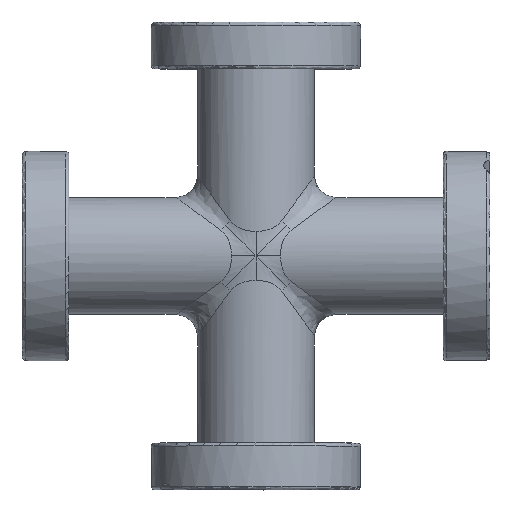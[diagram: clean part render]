
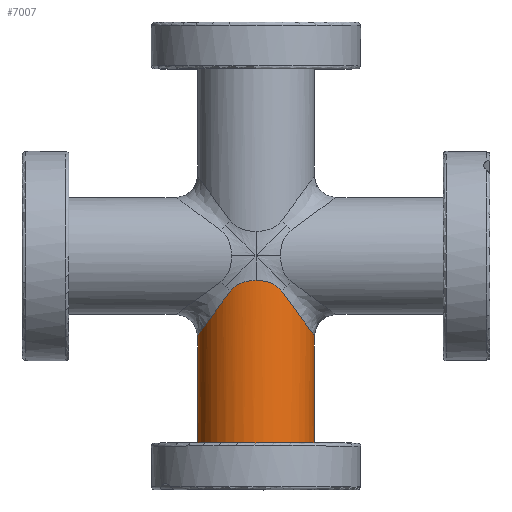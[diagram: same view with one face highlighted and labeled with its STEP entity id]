
A CAD part, top view. The second image highlights one B-rep face of the part: STEP entity #7007.
In plain terms, the highlighted cylindrical face has radius 9.5 mm (diameter 19 mm), a full revolution.
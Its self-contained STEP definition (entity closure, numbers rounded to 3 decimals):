
#611=CARTESIAN_POINT('',(0.,-3.976,9.5));
#612=VERTEX_POINT('',#611);
#626=CARTESIAN_POINT('',(4.204,-5.753,8.519));
#627=VERTEX_POINT('',#626);
#628=CARTESIAN_POINT('',(0.,-3.976,9.5));
#629=CARTESIAN_POINT('',(0.724,-3.976,9.5));
#630=CARTESIAN_POINT('',(1.447,-4.084,9.413));
#631=CARTESIAN_POINT('',(2.097,-4.3,9.266));
#632=CARTESIAN_POINT('',(2.848,-4.549,9.096));
#633=CARTESIAN_POINT('',(3.5,-4.942,8.848));
#634=CARTESIAN_POINT('',(3.982,-5.479,8.625));
#635=CARTESIAN_POINT('',(4.06,-5.566,8.589));
#636=CARTESIAN_POINT('',(4.134,-5.658,8.554));
#637=CARTESIAN_POINT('',(4.204,-5.753,8.519));
#638=B_SPLINE_CURVE_WITH_KNOTS('',3,(#628,#629,#630,#631,#632,#633,#634,#635,#636,#637),.UNSPECIFIED.,.F.,.U.,(4,3,3,4),(0.5,0.714,0.96,1.0),.UNSPECIFIED.);
#639=EDGE_CURVE('',#612,#627,#638,.T.);
#809=CARTESIAN_POINT('',(-4.204,-5.753,8.519));
#810=VERTEX_POINT('',#809);
#818=CARTESIAN_POINT('',(-4.204,-5.753,8.519));
#819=CARTESIAN_POINT('',(-3.771,-5.16,8.733));
#820=CARTESIAN_POINT('',(-3.155,-4.716,8.993));
#821=CARTESIAN_POINT('',(-2.424,-4.42,9.186));
#822=CARTESIAN_POINT('',(-1.799,-4.167,9.35));
#823=CARTESIAN_POINT('',(-1.092,-4.022,9.465));
#824=CARTESIAN_POINT('',(-0.37,-3.985,9.493));
#825=CARTESIAN_POINT('',(-0.247,-3.979,9.498));
#826=CARTESIAN_POINT('',(-0.123,-3.976,9.5));
#827=CARTESIAN_POINT('',(0.,-3.976,9.5));
#828=B_SPLINE_CURVE_WITH_KNOTS('',3,(#818,#819,#820,#821,#822,#823,#824,#825,#826,#827),.UNSPECIFIED.,.F.,.U.,(4,3,3,4),(0.0,0.25,0.464,0.5),.UNSPECIFIED.);
#829=EDGE_CURVE('',#810,#612,#828,.T.);
#2190=CARTESIAN_POINT('',(0.,-3.976,-9.5));
#2191=VERTEX_POINT('',#2190);
#2205=CARTESIAN_POINT('',(-4.204,-5.753,-8.519));
#2206=VERTEX_POINT('',#2205);
#2207=CARTESIAN_POINT('',(0.,-3.976,-9.5));
#2208=CARTESIAN_POINT('',(-0.724,-3.976,-9.5));
#2209=CARTESIAN_POINT('',(-1.447,-4.084,-9.413));
#2210=CARTESIAN_POINT('',(-2.097,-4.3,-9.266));
#2211=CARTESIAN_POINT('',(-2.848,-4.549,-9.096));
#2212=CARTESIAN_POINT('',(-3.5,-4.942,-8.848));
#2213=CARTESIAN_POINT('',(-3.982,-5.479,-8.625));
#2214=CARTESIAN_POINT('',(-4.06,-5.566,-8.589));
#2215=CARTESIAN_POINT('',(-4.134,-5.658,-8.554));
#2216=CARTESIAN_POINT('',(-4.204,-5.753,-8.519));
#2217=B_SPLINE_CURVE_WITH_KNOTS('',3,(#2207,#2208,#2209,#2210,#2211,#2212,#2213,#2214,#2215,#2216),.UNSPECIFIED.,.F.,.U.,(4,3,3,4),(0.5,0.714,0.96,1.0),.UNSPECIFIED.);
#2218=EDGE_CURVE('',#2191,#2206,#2217,.T.);
#2388=CARTESIAN_POINT('',(4.204,-5.753,-8.519));
#2389=VERTEX_POINT('',#2388);
#2397=CARTESIAN_POINT('',(4.204,-5.753,-8.519));
#2398=CARTESIAN_POINT('',(3.771,-5.16,-8.733));
#2399=CARTESIAN_POINT('',(3.155,-4.716,-8.993));
#2400=CARTESIAN_POINT('',(2.424,-4.42,-9.186));
#2401=CARTESIAN_POINT('',(1.799,-4.167,-9.35));
#2402=CARTESIAN_POINT('',(1.092,-4.022,-9.465));
#2403=CARTESIAN_POINT('',(0.37,-3.985,-9.493));
#2404=CARTESIAN_POINT('',(0.247,-3.979,-9.498));
#2405=CARTESIAN_POINT('',(0.123,-3.976,-9.5));
#2406=CARTESIAN_POINT('',(0.,-3.976,-9.5));
#2407=B_SPLINE_CURVE_WITH_KNOTS('',3,(#2397,#2398,#2399,#2400,#2401,#2402,#2403,#2404,#2405,#2406),.UNSPECIFIED.,.F.,.U.,(4,3,3,4),(0.0,0.25,0.464,0.5),.UNSPECIFIED.);
#2408=EDGE_CURVE('',#2389,#2191,#2407,.T.);
#6810=CARTESIAN_POINT('',(0.0,0.0,0.0));
#6811=DIRECTION('',(-0.807,0.59,0.0));
#6812=DIRECTION('',(-0.59,-0.807,0.0));
#6813=AXIS2_PLACEMENT_3D('',#6810,#6811,#6812);
#6814=ELLIPSE('',#6813,16.101,9.5);
#6815=EDGE_CURVE('',#2206,#810,#6814,.T.);
#6972=CARTESIAN_POINT('',(0.0,0.0,0.0));
#6973=DIRECTION('',(0.807,0.59,0.0));
#6974=DIRECTION('',(0.59,-0.807,0.0));
#6975=AXIS2_PLACEMENT_3D('',#6972,#6973,#6974);
#6976=ELLIPSE('',#6975,16.101,9.5);
#6977=EDGE_CURVE('',#627,#2389,#6976,.T.);
#6983=CARTESIAN_POINT('',(0.0,0.0,0.0));
#6984=DIRECTION('',(0.0,-1.0,0.0));
#6985=DIRECTION('',(1.0,0.0,0.0));
#6986=AXIS2_PLACEMENT_3D('',#6983,#6984,#6985);
#6987=CYLINDRICAL_SURFACE('',#6986,9.5);
#6988=CARTESIAN_POINT('',(-9.5,-33.2,0.));
#6989=VERTEX_POINT('',#6988);
#6990=CARTESIAN_POINT('',(0.0,-33.2,0.0));
#6991=DIRECTION('',(0.0,1.0,0.0));
#6992=DIRECTION('',(1.0,0.0,0.0));
#6993=AXIS2_PLACEMENT_3D('',#6990,#6991,#6992);
#6994=CIRCLE('',#6993,9.5);
#6995=EDGE_CURVE('',#6989,#6989,#6994,.T.);
#6996=ORIENTED_EDGE('',*,*,#6995,.T.);
#6997=EDGE_LOOP('',(#6996));
#6998=FACE_OUTER_BOUND('',#6997,.T.);
#6999=ORIENTED_EDGE('',*,*,#829,.F.);
#7000=ORIENTED_EDGE('',*,*,#6815,.F.);
#7001=ORIENTED_EDGE('',*,*,#2218,.F.);
#7002=ORIENTED_EDGE('',*,*,#2408,.F.);
#7003=ORIENTED_EDGE('',*,*,#6977,.F.);
#7004=ORIENTED_EDGE('',*,*,#639,.F.);
#7005=EDGE_LOOP('',(#6999,#7000,#7001,#7002,#7003,#7004));
#7006=FACE_BOUND('',#7005,.T.);
#7007=ADVANCED_FACE('',(#6998,#7006),#6987,.T.);
